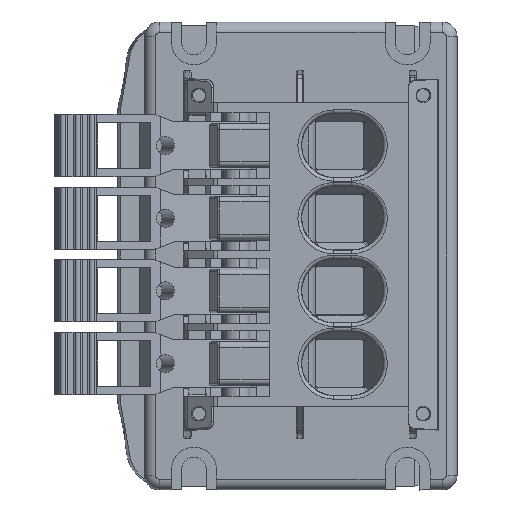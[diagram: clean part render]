
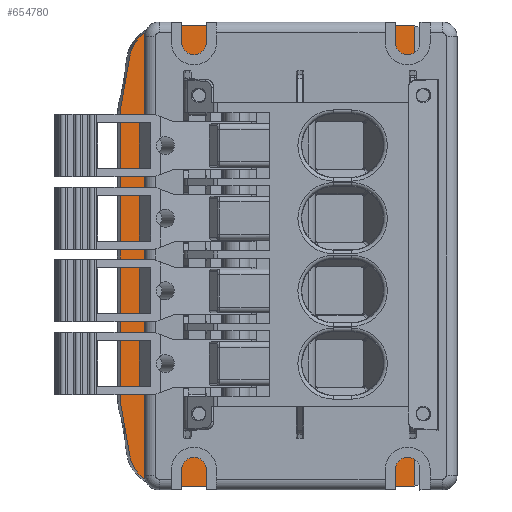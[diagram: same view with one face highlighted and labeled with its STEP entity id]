
A CAD part, left-side view. The second image highlights one B-rep face of the part: STEP entity #654780.
In plain terms, the highlighted face is planar.
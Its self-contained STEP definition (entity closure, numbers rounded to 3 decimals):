
#13590=CARTESIAN_POINT('',(12.837,26.262,
-7.95));
#13600=VERTEX_POINT('',#13590);
#13650=CARTESIAN_POINT('',(12.837,26.262,
-5.95));
#13660=DIRECTION('',(-0.956,0.292,
0.));
#13670=DIRECTION('',(-0.292,-0.956,
0.));
#13680=AXIS2_PLACEMENT_3D('',#13650,#13660,#13670);
#13690=CIRCLE('',#13680,2.);
#13700=CARTESIAN_POINT('',(13.422,28.174,
-5.95));
#13710=VERTEX_POINT('',#13700);
#13720=EDGE_CURVE('',#13710,#13600,#13690,.T.);
#46110=CARTESIAN_POINT('',(16.053,36.781,
35.));
#46120=VERTEX_POINT('',#46110);
#46600=CARTESIAN_POINT('',(15.666,35.513,
42.518));
#46610=VERTEX_POINT('',#46600);
#46640=CARTESIAN_POINT('',(15.654,35.474,
42.75));
#46650=DIRECTION('',(0.051,0.166,
-0.985));
#46660=VECTOR('',#46650,1.);
#46670=LINE('',#46640,#46660);
#46680=EDGE_CURVE('',#46610,#46120,#46670,.T.);
#515270=CARTESIAN_POINT('',(14.226,30.804,
46.65));
#515280=VERTEX_POINT('',#515270);
#515330=CARTESIAN_POINT('',(14.226,30.804,
41.65));
#515340=DIRECTION('',(0.956,-0.292,
0.));
#515350=DIRECTION('',(-0.292,-0.956,
0.));
#515360=AXIS2_PLACEMENT_3D('',#515330,#515340,#515350);
#515370=CIRCLE('',#515360,5.);
#515380=EDGE_CURVE('',#46610,#515280,#515370,.T.);
#516460=CARTESIAN_POINT('',(16.053,36.781,
-5.));
#516470=VERTEX_POINT('',#516460);
#516500=CARTESIAN_POINT('',(18.515,44.833,
42.75));
#516510=DIRECTION('',(0.051,0.166,
0.985));
#516520=VECTOR('',#516510,1.);
#516530=LINE('',#516500,#516520);
#516540=CARTESIAN_POINT('',(15.666,35.513,
-12.518));
#516550=VERTEX_POINT('',#516540);
#516560=EDGE_CURVE('',#516550,#516470,#516530,.T.);
#653150=CARTESIAN_POINT('',(4.212,-1.949,
-16.65));
#653160=VERTEX_POINT('',#653150);
#653190=CARTESIAN_POINT('',(4.212,-1.949,
-12.75));
#653200=DIRECTION('',(0.,0.,1.));
#653210=VECTOR('',#653200,1.);
#653220=LINE('',#653190,#653210);
#653230=CARTESIAN_POINT('',(4.212,-1.949,
-7.95));
#653240=VERTEX_POINT('',#653230);
#653250=EDGE_CURVE('',#653160,#653240,#653220,.T.);
#653560=CARTESIAN_POINT('',(10.768,19.494,
-7.95));
#653570=DIRECTION('',(-0.292,-0.956,
0.));
#653580=VECTOR('',#653570,1.);
#653590=LINE('',#653560,#653580);
#653600=EDGE_CURVE('',#13600,#653240,#653590,.T.);
#654050=CARTESIAN_POINT('',(13.641,28.892,
10.));
#654060=DIRECTION('',(-0.956,0.292,
0.));
#654070=DIRECTION('',(0.,0.,1.));
#654080=AXIS2_PLACEMENT_3D('',#654050,#654060,#654070);
#654090=PLANE('',#654080);
#654100=CARTESIAN_POINT('',(14.226,30.804,
-11.65));
#654110=DIRECTION('',(-0.956,0.292,
0.));
#654120=DIRECTION('',(-0.292,-0.956,
0.));
#654130=AXIS2_PLACEMENT_3D('',#654100,#654110,#654120);
#654140=CIRCLE('',#654130,5.);
#654150=CARTESIAN_POINT('',(14.226,30.804,
-16.65));
#654160=VERTEX_POINT('',#654150);
#654170=EDGE_CURVE('',#516550,#654160,#654140,.T.);
#654180=ORIENTED_EDGE('',*,*,#654170,.T.);
#654190=ORIENTED_EDGE('',*,*,#516560,.F.);
#654200=CARTESIAN_POINT('',(16.053,36.781,
52.75));
#654210=DIRECTION('',(0.,0.,-1.));
#654220=VECTOR('',#654210,1.);
#654230=LINE('',#654200,#654220);
#654240=EDGE_CURVE('',#46120,#516470,#654230,.T.);
#654250=ORIENTED_EDGE('',*,*,#654240,.T.);
#654260=ORIENTED_EDGE('',*,*,#46680,.T.);
#654270=ORIENTED_EDGE('',*,*,#515380,.F.);
#654280=CARTESIAN_POINT('',(10.768,19.494,
46.65));
#654290=DIRECTION('',(-0.292,-0.956,
0.));
#654300=VECTOR('',#654290,1.);
#654310=LINE('',#654280,#654300);
#654320=CARTESIAN_POINT('',(4.212,-1.949,
46.65));
#654330=VERTEX_POINT('',#654320);
#654340=EDGE_CURVE('',#515280,#654330,#654310,.T.);
#654350=ORIENTED_EDGE('',*,*,#654340,.F.);
#654360=CARTESIAN_POINT('',(4.212,-1.949,
42.75));
#654370=DIRECTION('',(0.,0.,-1.));
#654380=VECTOR('',#654370,1.);
#654390=LINE('',#654360,#654380);
#654400=CARTESIAN_POINT('',(4.212,-1.949,
37.95));
#654410=VERTEX_POINT('',#654400);
#654420=EDGE_CURVE('',#654330,#654410,#654390,.T.);
#654430=ORIENTED_EDGE('',*,*,#654420,.F.);
#654440=CARTESIAN_POINT('',(10.768,19.494,
37.95));
#654450=DIRECTION('',(-0.292,-0.956,
0.));
#654460=VECTOR('',#654450,1.);
#654470=LINE('',#654440,#654460);
#654480=CARTESIAN_POINT('',(12.837,26.262,
37.95));
#654490=VERTEX_POINT('',#654480);
#654500=EDGE_CURVE('',#654490,#654410,#654470,.T.);
#654510=ORIENTED_EDGE('',*,*,#654500,.T.);
#654520=CARTESIAN_POINT('',(12.837,26.262,
35.95));
#654530=DIRECTION('',(0.956,-0.292,
0.));
#654540=DIRECTION('',(-0.292,-0.956,
0.));
#654550=AXIS2_PLACEMENT_3D('',#654520,#654530,#654540);
#654560=CIRCLE('',#654550,2.);
#654570=CARTESIAN_POINT('',(13.422,28.174,
35.95));
#654580=VERTEX_POINT('',#654570);
#654590=EDGE_CURVE('',#654580,#654490,#654560,.T.);
#654600=ORIENTED_EDGE('',*,*,#654590,.T.);
#654610=CARTESIAN_POINT('',(13.422,28.174,
52.75));
#654620=DIRECTION('',(0.,0.,-1.));
#654630=VECTOR('',#654620,1.);
#654640=LINE('',#654610,#654630);
#654650=EDGE_CURVE('',#654580,#13710,#654640,.T.);
#654660=ORIENTED_EDGE('',*,*,#654650,.F.);
#654670=ORIENTED_EDGE('',*,*,#13720,.F.);
#654680=ORIENTED_EDGE('',*,*,#653600,.F.);
#654690=ORIENTED_EDGE('',*,*,#653250,.T.);
#654700=CARTESIAN_POINT('',(10.768,19.494,
-16.65));
#654710=DIRECTION('',(-0.292,-0.956,
0.));
#654720=VECTOR('',#654710,1.);
#654730=LINE('',#654700,#654720);
#654740=EDGE_CURVE('',#654160,#653160,#654730,.T.);
#654750=ORIENTED_EDGE('',*,*,#654740,.T.);
#654760=EDGE_LOOP('',(#654750,#654690,#654680,#654670,#654660,#654600,
#654510,#654430,#654350,#654270,#654260,#654250,#654190,#654180));
#654770=FACE_OUTER_BOUND('',#654760,.T.);
#654780=ADVANCED_FACE('',(#654770),#654090,.T.);
